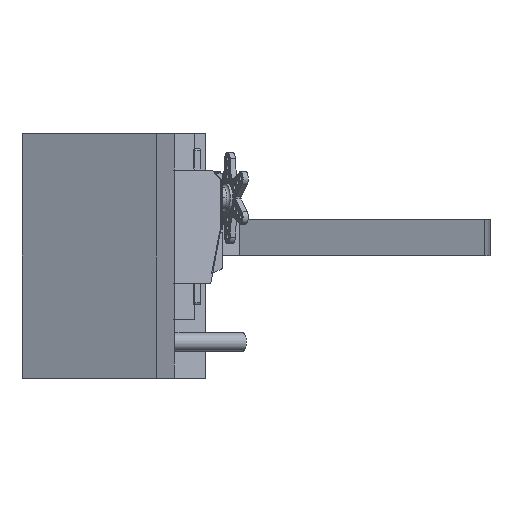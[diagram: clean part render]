
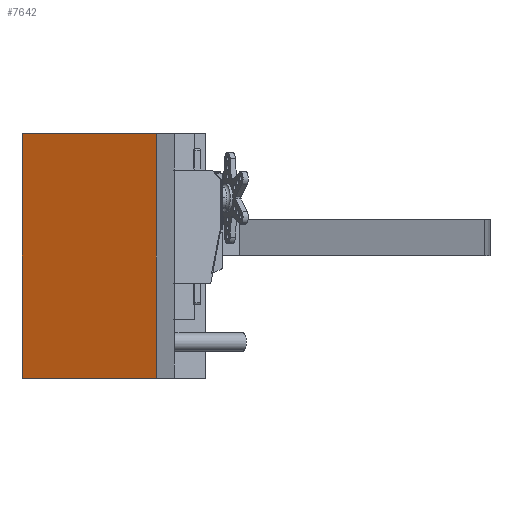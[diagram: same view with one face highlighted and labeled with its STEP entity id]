
A CAD part, left-side view. The second image highlights one B-rep face of the part: STEP entity #7642.
In plain terms, the highlighted planar face has unit normal (-0.926, 0.378, 0).
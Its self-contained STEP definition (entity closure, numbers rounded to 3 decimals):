
#44 = LINE ( 'NONE', #2400, #3343 ) ;
#785 = EDGE_CURVE ( 'NONE', #6903, #6821, #8257, .T. ) ;
#848 = CARTESIAN_POINT ( 'NONE',  ( -234.461, 214.976, 71.374 ) ) ;
#1202 = EDGE_CURVE ( 'NONE', #4976, #6821, #8457, .T. ) ;
#1235 = ORIENTED_EDGE ( 'NONE', *, *, #785, .T. ) ;
#1859 = CARTESIAN_POINT ( 'NONE',  ( -253.671, 167.949, -14.351 ) ) ;
#2400 = CARTESIAN_POINT ( 'NONE',  ( -253.671, 167.949, 30.099 ) ) ;
#2554 = ORIENTED_EDGE ( 'NONE', *, *, #3123, .F. ) ;
#2723 = VECTOR ( 'NONE', #9184, 1000. ) ;
#2792 = AXIS2_PLACEMENT_3D ( 'NONE', #4920, #4154, #8515 ) ;
#3123 = EDGE_CURVE ( 'NONE', #6491, #4976, #44, .T. ) ;
#3239 = EDGE_CURVE ( 'NONE', #6491, #6903, #6221, .T. ) ;
#3343 = VECTOR ( 'NONE', #7433, 1000. ) ;
#3555 = CARTESIAN_POINT ( 'NONE',  ( -234.461, 214.976, -14.351 ) ) ;
#3717 = CARTESIAN_POINT ( 'NONE',  ( -234.461, 214.976, 30.099 ) ) ;
#4154 = DIRECTION ( 'NONE',  ( 0.926, -0.378, 0. ) ) ;
#4342 = ORIENTED_EDGE ( 'NONE', *, *, #1202, .F. ) ;
#4712 = PLANE ( 'NONE',  #2792 ) ;
#4737 = VECTOR ( 'NONE', #6416, 1000. ) ;
#4806 = CARTESIAN_POINT ( 'NONE',  ( -253.671, 167.949, 71.374 ) ) ;
#4920 = CARTESIAN_POINT ( 'NONE',  ( -244.066, 191.462, 30.099 ) ) ;
#4976 = VERTEX_POINT ( 'NONE', #1859 ) ;
#6221 = LINE ( 'NONE', #4806, #2723 ) ;
#6230 = FACE_OUTER_BOUND ( 'NONE', #8395, .T. ) ;
#6416 = DIRECTION ( 'NONE',  ( 0.378, 0.926, 0. ) ) ;
#6491 = VERTEX_POINT ( 'NONE', #7586 ) ;
#6753 = DIRECTION ( 'NONE',  ( 0., 0., -1. ) ) ;
#6821 = VERTEX_POINT ( 'NONE', #3555 ) ;
#6903 = VERTEX_POINT ( 'NONE', #848 ) ;
#7433 = DIRECTION ( 'NONE',  ( 0., 0., -1. ) ) ;
#7586 = CARTESIAN_POINT ( 'NONE',  ( -253.671, 167.949, 71.374 ) ) ;
#7642 = ADVANCED_FACE ( 'NONE', ( #6230 ), #4712, .F. ) ;
#7783 = CARTESIAN_POINT ( 'NONE',  ( -253.671, 167.949, -14.351 ) ) ;
#8257 = LINE ( 'NONE', #3717, #8259 ) ;
#8259 = VECTOR ( 'NONE', #6753, 1000. ) ;
#8395 = EDGE_LOOP ( 'NONE', ( #1235, #4342, #2554, #8974 ) ) ;
#8457 = LINE ( 'NONE', #7783, #4737 ) ;
#8515 = DIRECTION ( 'NONE',  ( 0.378, 0.926, 0. ) ) ;
#8974 = ORIENTED_EDGE ( 'NONE', *, *, #3239, .T. ) ;
#9184 = DIRECTION ( 'NONE',  ( 0.378, 0.926, 0. ) ) ;
